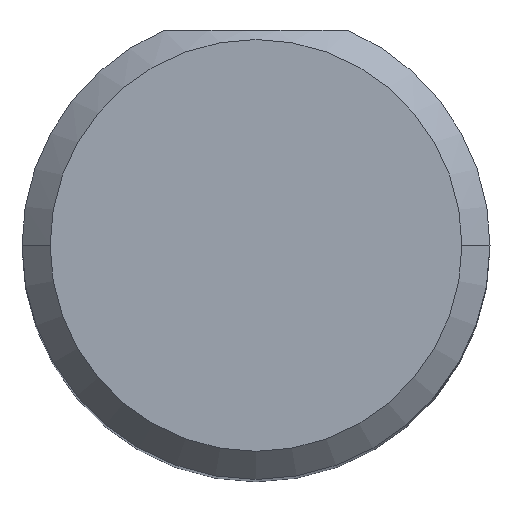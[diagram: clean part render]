
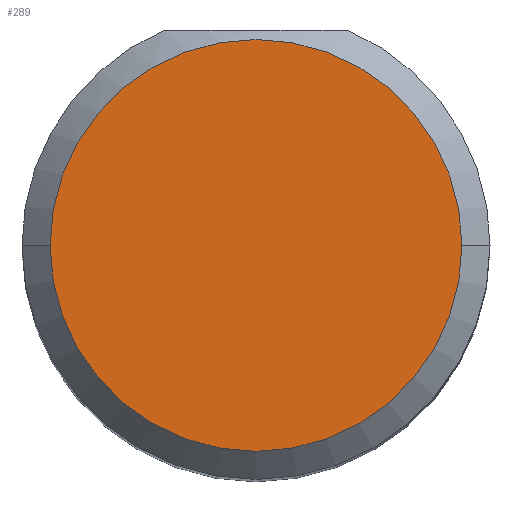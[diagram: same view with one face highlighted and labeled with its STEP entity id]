
A CAD part, top view. The second image highlights one B-rep face of the part: STEP entity #289.
In plain terms, the highlighted planar face has unit normal (0, 0, 1).
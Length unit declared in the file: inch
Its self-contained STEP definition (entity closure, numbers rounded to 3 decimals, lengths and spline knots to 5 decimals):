
#60 = ORIENTED_EDGE ( 'NONE', *, *, #1118, .T. ) ;
#161 = CARTESIAN_POINT ( 'NONE',  ( 0., 0., 2.5 ) ) ;
#185 = CARTESIAN_POINT ( 'NONE',  ( 0., 0., 2.5 ) ) ;
#239 = CIRCLE ( 'NONE', #667, 0.11 ) ;
#289 = ADVANCED_FACE ( 'NONE', ( #485 ), #672, .T. ) ;
#326 = VERTEX_POINT ( 'NONE', #368 ) ;
#368 = CARTESIAN_POINT ( 'NONE',  ( -0.11, 0., 2.5 ) ) ;
#422 = EDGE_CURVE ( 'NONE', #631, #326, #1145, .T. ) ;
#485 = FACE_OUTER_BOUND ( 'NONE', #501, .T. ) ;
#501 = EDGE_LOOP ( 'NONE', ( #60, #622 ) ) ;
#611 = CARTESIAN_POINT ( 'NONE',  ( 0.11, 0., 2.5 ) ) ;
#622 = ORIENTED_EDGE ( 'NONE', *, *, #422, .T. ) ;
#631 = VERTEX_POINT ( 'NONE', #611 ) ;
#667 = AXIS2_PLACEMENT_3D ( 'NONE', #185, #1200, #680 ) ;
#672 = PLANE ( 'NONE',  #864 ) ;
#677 = DIRECTION ( 'NONE',  ( 0., 0., 1. ) ) ;
#680 = DIRECTION ( 'NONE',  ( 1., 0., 0. ) ) ;
#760 = DIRECTION ( 'NONE',  ( 0., 0., 1. ) ) ;
#864 = AXIS2_PLACEMENT_3D ( 'NONE', #1066, #760, #1264 ) ;
#1066 = CARTESIAN_POINT ( 'NONE',  ( 0., 0., 2.5 ) ) ;
#1073 = DIRECTION ( 'NONE',  ( 1., 0., 0. ) ) ;
#1079 = AXIS2_PLACEMENT_3D ( 'NONE', #161, #677, #1073 ) ;
#1118 = EDGE_CURVE ( 'NONE', #326, #631, #239, .T. ) ;
#1145 = CIRCLE ( 'NONE', #1079, 0.11 ) ;
#1200 = DIRECTION ( 'NONE',  ( 0., 0., 1. ) ) ;
#1264 = DIRECTION ( 'NONE',  ( 1., 0., 0. ) ) ;
